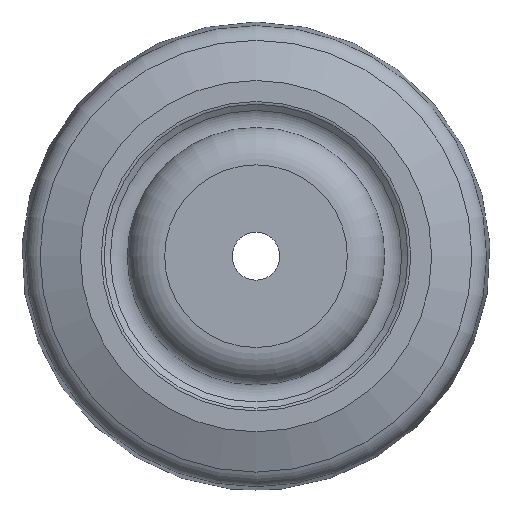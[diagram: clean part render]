
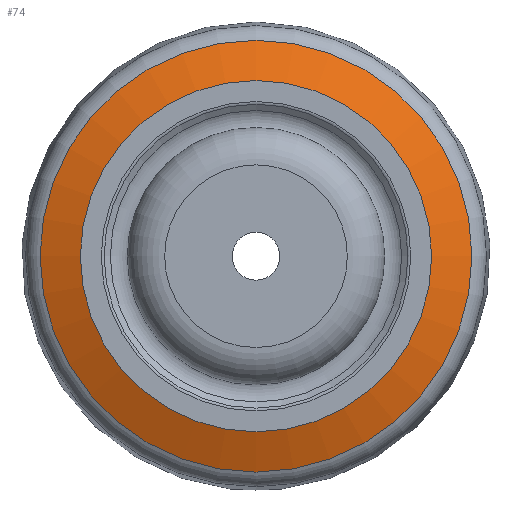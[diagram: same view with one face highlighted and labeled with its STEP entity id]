
A CAD part, left-side view. The second image highlights one B-rep face of the part: STEP entity #74.
In plain terms, the highlighted conical face has half-angle 68.785 degrees and reference radius 46.092 mm.
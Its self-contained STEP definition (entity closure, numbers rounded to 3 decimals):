
#74 = ADVANCED_FACE( '', ( #183, #184 ), #185, .T. );
#183 = FACE_BOUND( '', #358, .T. );
#184 = FACE_OUTER_BOUND( '', #359, .T. );
#185 = CONICAL_SURFACE( '', #360, 46.092, 1.201 );
#358 = EDGE_LOOP( '', ( #535 ) );
#359 = EDGE_LOOP( '', ( #536 ) );
#360 = AXIS2_PLACEMENT_3D( '', #537, #538, #539 );
#535 = ORIENTED_EDGE( '', *, *, #775, .T. );
#536 = ORIENTED_EDGE( '', *, *, #776, .F. );
#537 = CARTESIAN_POINT( '', ( -12.665, 0., 0. ) );
#538 = DIRECTION( '', ( 1., 0., 0. ) );
#539 = DIRECTION( '', ( 0., 0., -1. ) );
#775 = EDGE_CURVE( '', #867, #867, #868, .T. );
#776 = EDGE_CURVE( '', #869, #869, #870, .T. );
#867 = VERTEX_POINT( '', #993 );
#868 = CIRCLE( '', #994, 37.5 );
#869 = VERTEX_POINT( '', #995 );
#870 = CIRCLE( '', #996, 46.092 );
#993 = CARTESIAN_POINT( '', ( -16., 0., -37.5 ) );
#994 = AXIS2_PLACEMENT_3D( '', #1122, #1123, #1124 );
#995 = CARTESIAN_POINT( '', ( -12.665, 0., -46.092 ) );
#996 = AXIS2_PLACEMENT_3D( '', #1125, #1126, #1127 );
#1122 = CARTESIAN_POINT( '', ( -16., 0., 0. ) );
#1123 = DIRECTION( '', ( 1., 0., 0. ) );
#1124 = DIRECTION( '', ( 0., 0., -1. ) );
#1125 = CARTESIAN_POINT( '', ( -12.665, 0., 0. ) );
#1126 = DIRECTION( '', ( 1., 0., 0. ) );
#1127 = DIRECTION( '', ( 0., 0., -1. ) );
